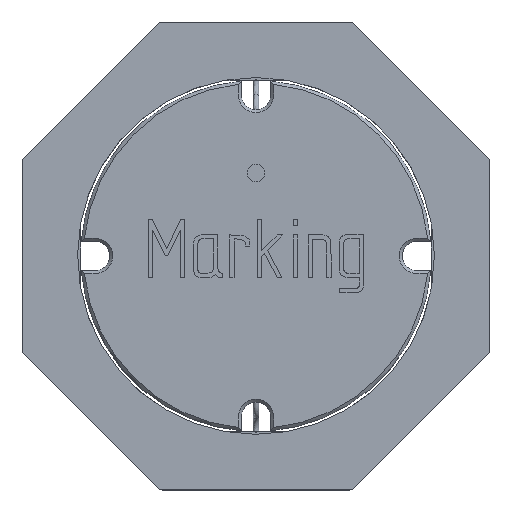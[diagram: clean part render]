
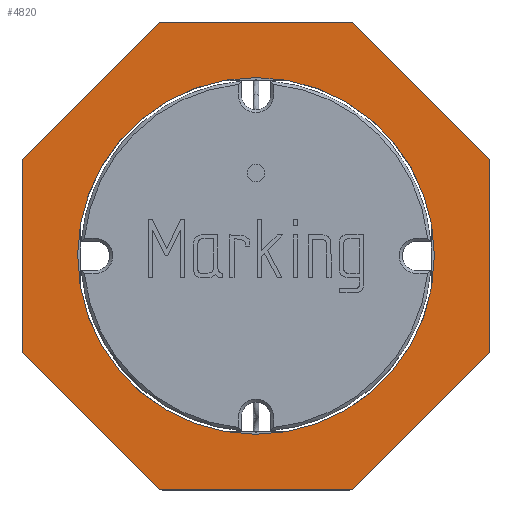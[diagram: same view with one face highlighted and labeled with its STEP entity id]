
A CAD part, top view. The second image highlights one B-rep face of the part: STEP entity #4820.
In plain terms, the highlighted planar face has unit normal (0, 0, 1).
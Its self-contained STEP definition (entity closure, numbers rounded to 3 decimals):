
#92=LINE('',#6263,#465);
#98=LINE('',#6274,#471);
#103=LINE('',#6283,#476);
#106=LINE('',#6289,#479);
#108=LINE('',#6293,#481);
#112=LINE('',#6300,#485);
#113=LINE('',#6301,#486);
#114=LINE('',#6303,#487);
#465=VECTOR('',#5344,1000.);
#471=VECTOR('',#5352,1000.);
#476=VECTOR('',#5359,1000.);
#479=VECTOR('',#5364,1000.);
#481=VECTOR('',#5368,1000.);
#485=VECTOR('',#5374,1000.);
#486=VECTOR('',#5375,1000.);
#487=VECTOR('',#5376,1000.);
#818=PLANE('',#5042);
#1073=ORIENTED_EDGE('',*,*,#2056,.F.);
#1074=ORIENTED_EDGE('',*,*,#2036,.F.);
#1075=ORIENTED_EDGE('',*,*,#2057,.F.);
#1076=ORIENTED_EDGE('',*,*,#2058,.F.);
#1077=ORIENTED_EDGE('',*,*,#2047,.F.);
#1078=ORIENTED_EDGE('',*,*,#2042,.F.);
#1079=ORIENTED_EDGE('',*,*,#2050,.F.);
#1080=ORIENTED_EDGE('',*,*,#2052,.F.);
#1081=ORIENTED_EDGE('',*,*,#1994,.T.);
#1994=EDGE_CURVE('',#2493,#2493,#2815,.T.);
#2036=EDGE_CURVE('',#2530,#2531,#92,.T.);
#2042=EDGE_CURVE('',#2534,#2535,#98,.T.);
#2047=EDGE_CURVE('',#2535,#2538,#103,.T.);
#2050=EDGE_CURVE('',#2539,#2534,#106,.T.);
#2052=EDGE_CURVE('',#2540,#2539,#108,.T.);
#2056=EDGE_CURVE('',#2531,#2540,#112,.T.);
#2057=EDGE_CURVE('',#2543,#2530,#113,.T.);
#2058=EDGE_CURVE('',#2538,#2543,#114,.T.);
#2493=VERTEX_POINT('',#6173);
#2530=VERTEX_POINT('',#6262);
#2531=VERTEX_POINT('',#6264);
#2534=VERTEX_POINT('',#6273);
#2535=VERTEX_POINT('',#6275);
#2538=VERTEX_POINT('',#6284);
#2539=VERTEX_POINT('',#6288);
#2540=VERTEX_POINT('',#6292);
#2543=VERTEX_POINT('',#6302);
#2815=CIRCLE('',#5022,3.05);
#2907=EDGE_LOOP('',(#1073,#1074,#1075,#1076,#1077,#1078,#1079,#1080));
#2908=EDGE_LOOP('',(#1081));
#3138=FACE_BOUND('',#2907,.T.);
#3139=FACE_BOUND('',#2908,.T.);
#4820=ADVANCED_FACE('',(#3138,#3139),#818,.F.);
#5022=AXIS2_PLACEMENT_3D('',#6172,#5283,#5284);
#5042=AXIS2_PLACEMENT_3D('',#6299,#5372,#5373);
#5283=DIRECTION('',(0.,0.,-1.));
#5284=DIRECTION('',(1.,0.,0.));
#5344=DIRECTION('',(-1.,0.,0.));
#5352=DIRECTION('',(1.,0.,0.));
#5359=DIRECTION('',(0.707,-0.707,0.));
#5364=DIRECTION('',(0.707,0.707,0.));
#5368=DIRECTION('',(0.,1.,0.));
#5372=DIRECTION('',(0.,0.,-1.));
#5373=DIRECTION('',(-1.,0.,0.));
#5374=DIRECTION('',(-0.707,0.707,0.));
#5375=DIRECTION('',(-0.707,-0.707,0.));
#5376=DIRECTION('',(0.,-1.,0.));
#6172=CARTESIAN_POINT('',(0.,0.,1.));
#6173=CARTESIAN_POINT('',(3.05,0.,1.));
#6262=CARTESIAN_POINT('',(1.657,-4.,1.));
#6263=CARTESIAN_POINT('',(1.657,-4.,1.));
#6264=CARTESIAN_POINT('',(-1.657,-4.,1.));
#6273=CARTESIAN_POINT('',(-1.657,4.,1.));
#6274=CARTESIAN_POINT('',(-1.657,4.,1.));
#6275=CARTESIAN_POINT('',(1.657,4.,1.));
#6283=CARTESIAN_POINT('',(1.657,4.,1.));
#6284=CARTESIAN_POINT('',(4.,1.657,1.));
#6288=CARTESIAN_POINT('',(-4.,1.657,1.));
#6289=CARTESIAN_POINT('',(-4.,1.657,1.));
#6292=CARTESIAN_POINT('',(-4.,-1.657,1.));
#6293=CARTESIAN_POINT('',(-4.,-1.657,1.));
#6299=CARTESIAN_POINT('',(-5.657,0.,1.));
#6300=CARTESIAN_POINT('',(-1.657,-4.,1.));
#6301=CARTESIAN_POINT('',(4.,-1.657,1.));
#6302=CARTESIAN_POINT('',(4.,-1.657,1.));
#6303=CARTESIAN_POINT('',(4.,1.657,1.));
